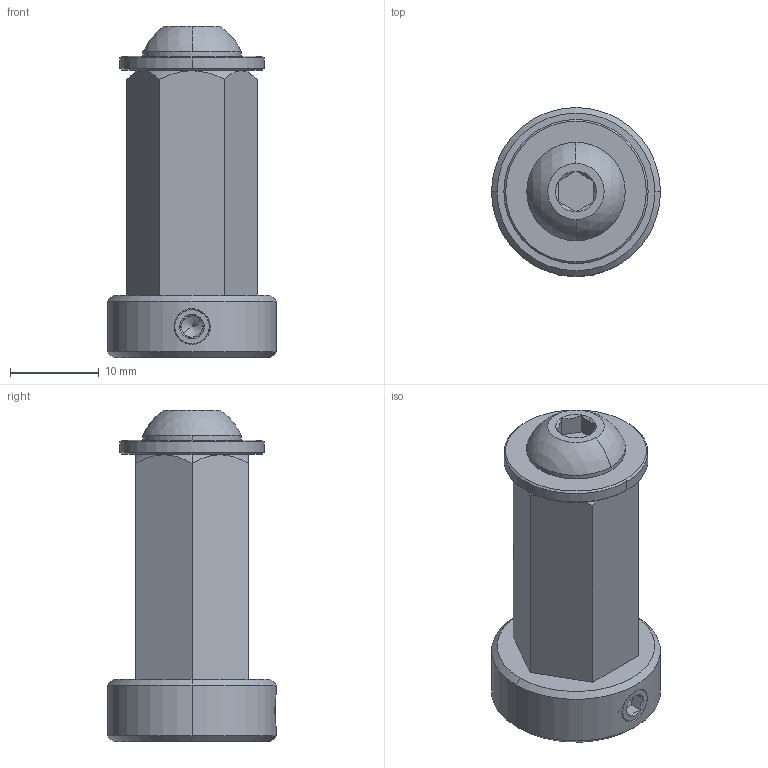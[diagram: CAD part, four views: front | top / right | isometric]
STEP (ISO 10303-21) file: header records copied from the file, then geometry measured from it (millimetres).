
FILE_DESCRIPTION (( 'STEP AP214' ), '1' );
FILE_NAME ('am-3744a 6mm D To 500IN Hex Adapter.STEP', '2022-01-17T19:37:15', ( '' ), ( '' ), 'SwSTEP 2.0', 'SolidWorks 2021', '' );
FILE_SCHEMA (( 'AUTOMOTIVE_DESIGN' ));
Length unit declared in the file: inch
Products named in the file (5): am-3744a 6mm D To 500IN Hex Adapter; 250 Washer; ip-3744a 6mm D TO 500IN Hex Adapter; 14-20 x 0.375 BHCS_92949A837; 10-32 x 0.25 Set Screw CP_91375A438
Assembly tree (4 placements, depth 2):
  am-3744a 6mm D To 500IN Hex Adapter
    ip-3744a 6mm D TO 500IN Hex Adapter
    250 Washer
    14-20 x 0.375 BHCS_92949A837
    10-32 x 0.25 Set Screw CP_91375A438
Bounding box: 19.05 x 19.05 x 37.33 mm (x, y, z)
Volume: 5290.2 mm3; surface area: 3868.8 mm2
Topology: 4 solids, 4 shells, 184 faces, 449 edges, 281 vertices
Faces by surface type: bspline 51, cylinder 47, cone 46, plane 38, sphere 2
Entity records: 22681 total; most frequent: CARTESIAN_POINT 18867, ORIENTED_EDGE 890, DIRECTION 562, EDGE_CURVE 445, VERTEX_POINT 281, AXIS2_PLACEMENT_3D 217, EDGE_LOOP 202, FACE_OUTER_BOUND 184
